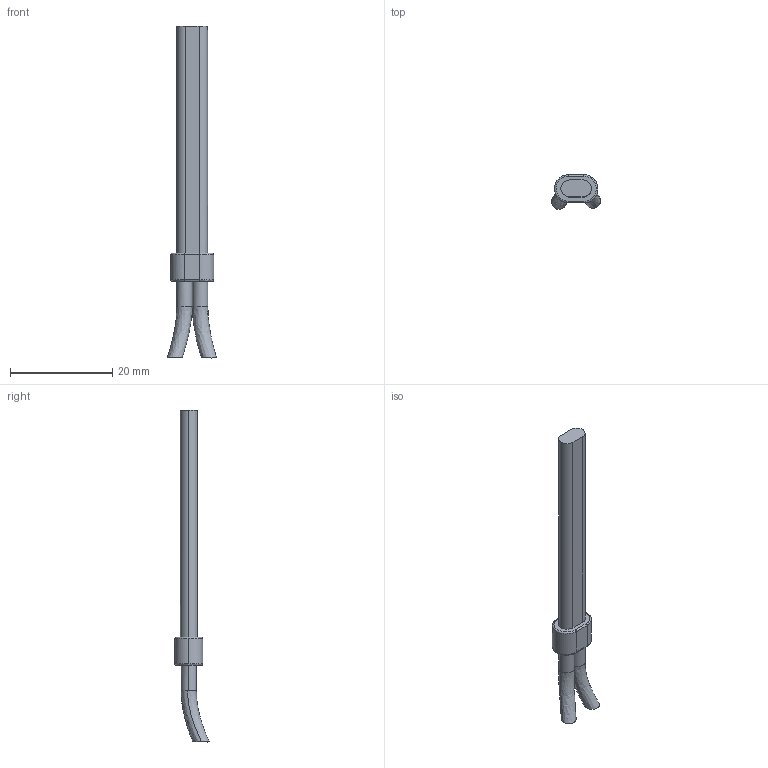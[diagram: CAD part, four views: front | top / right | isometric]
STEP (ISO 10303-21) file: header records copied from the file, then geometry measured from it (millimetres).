
FILE_DESCRIPTION(/* description */ (''),/* implementation_level */ '2;1');
FILE_NAME(/* name */ 'HMD-Side Cable Merge.stp',/* time_stamp */ '2017-09-08T17:10:42-07:00',/* author */ (''),/* organization */ (''),/* preprocessor_version */ 'ST-DEVELOPER v16',/* originating_system */ 'SIEMENS PLM Software NX 10.0',/* authorisation */ '');
FILE_SCHEMA (('AUTOMOTIVE_DESIGN { 1 0 10303 214 3 1 1 1 }'));
Length unit declared in the file: millimetre
Products named in the file (1): mapp5DE80165zasd
Bounding box: 9.63 x 6.73 x 65 mm (x, y, z)
Volume: 1206.2 mm3; surface area: 1190.8 mm2
Topology: 1 solids, 1 shells, 33 faces, 76 edges, 48 vertices
Faces by surface type: cylinder 14, bspline 10, plane 9
Entity records: 1274 total; most frequent: CARTESIAN_POINT 652, ORIENTED_EDGE 152, EDGE_CURVE 76, DIRECTION 74, VERTEX_POINT 48, EDGE_LOOP 36, ADVANCED_FACE 33, FACE_OUTER_BOUND 31
